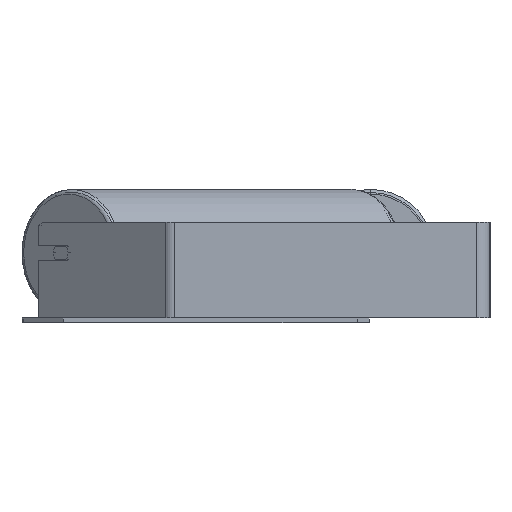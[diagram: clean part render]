
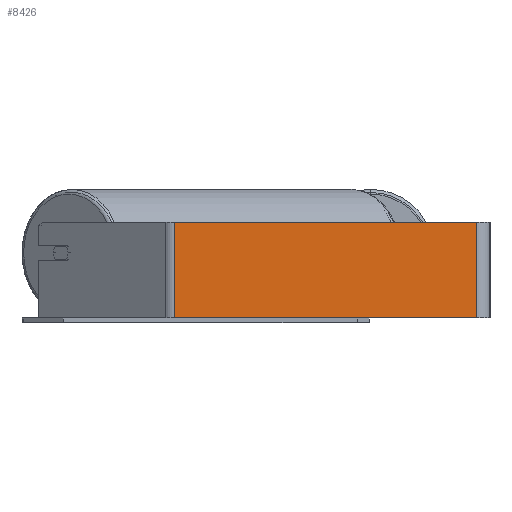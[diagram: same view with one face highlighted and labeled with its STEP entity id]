
A CAD part, left-side view. The second image highlights one B-rep face of the part: STEP entity #8426.
In plain terms, the highlighted planar face has unit normal (-1, 0, 0).
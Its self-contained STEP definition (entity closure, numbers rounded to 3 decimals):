
#10 = FACE_OUTER_BOUND ( 'NONE', #7495, .T. ) ;
#43 = CARTESIAN_POINT ( 'NONE',  ( -745., 330.474, 50. ) ) ;
#651 = LINE ( 'NONE', #43, #1338 ) ;
#715 = PLANE ( 'NONE',  #8149 ) ;
#770 = DIRECTION ( 'NONE',  ( 0., -1., 0. ) ) ;
#858 = CARTESIAN_POINT ( 'NONE',  ( -745., 335.569, -50. ) ) ;
#972 = CARTESIAN_POINT ( 'NONE',  ( -745., 14., 50. ) ) ;
#1025 = EDGE_CURVE ( 'NONE', #9179, #6435, #651, .T. ) ;
#1338 = VECTOR ( 'NONE', #3558, 1000. ) ;
#1549 = DIRECTION ( 'NONE',  ( 0., -1., 0. ) ) ;
#1627 = VERTEX_POINT ( 'NONE', #3058 ) ;
#2216 = CARTESIAN_POINT ( 'NONE',  ( -745., 14., 50. ) ) ;
#2271 = LINE ( 'NONE', #8042, #5131 ) ;
#2298 = CARTESIAN_POINT ( 'NONE',  ( -745., 330.474, -50. ) ) ;
#2776 = CARTESIAN_POINT ( 'NONE',  ( -745., 335.569, 50. ) ) ;
#3058 = CARTESIAN_POINT ( 'NONE',  ( -745., 14., -50. ) ) ;
#3510 = ORIENTED_EDGE ( 'NONE', *, *, #9021, .F. ) ;
#3558 = DIRECTION ( 'NONE',  ( 0., 0., -1. ) ) ;
#3628 = DIRECTION ( 'NONE',  ( 0., 0., -1. ) ) ;
#3799 = LINE ( 'NONE', #972, #6056 ) ;
#4031 = EDGE_CURVE ( 'NONE', #6435, #1627, #7310, .T. ) ;
#4606 = DIRECTION ( 'NONE',  ( 0., 0., -1. ) ) ;
#5131 = VECTOR ( 'NONE', #1549, 1000. ) ;
#6056 = VECTOR ( 'NONE', #4606, 1000. ) ;
#6294 = ORIENTED_EDGE ( 'NONE', *, *, #7867, .F. ) ;
#6435 = VERTEX_POINT ( 'NONE', #2298 ) ;
#6861 = ORIENTED_EDGE ( 'NONE', *, *, #4031, .T. ) ;
#6946 = CARTESIAN_POINT ( 'NONE',  ( -745., 330.474, 50. ) ) ;
#7020 = DIRECTION ( 'NONE',  ( 1., 0., 0. ) ) ;
#7310 = LINE ( 'NONE', #858, #9269 ) ;
#7495 = EDGE_LOOP ( 'NONE', ( #6861, #3510, #6294, #9135 ) ) ;
#7867 = EDGE_CURVE ( 'NONE', #9179, #8869, #2271, .T. ) ;
#8042 = CARTESIAN_POINT ( 'NONE',  ( -745., 335.569, 50. ) ) ;
#8149 = AXIS2_PLACEMENT_3D ( 'NONE', #2776, #7020, #3628 ) ;
#8426 = ADVANCED_FACE ( 'NONE', ( #10 ), #715, .F. ) ;
#8869 = VERTEX_POINT ( 'NONE', #2216 ) ;
#9021 = EDGE_CURVE ( 'NONE', #8869, #1627, #3799, .T. ) ;
#9135 = ORIENTED_EDGE ( 'NONE', *, *, #1025, .T. ) ;
#9179 = VERTEX_POINT ( 'NONE', #6946 ) ;
#9269 = VECTOR ( 'NONE', #770, 1000. ) ;
